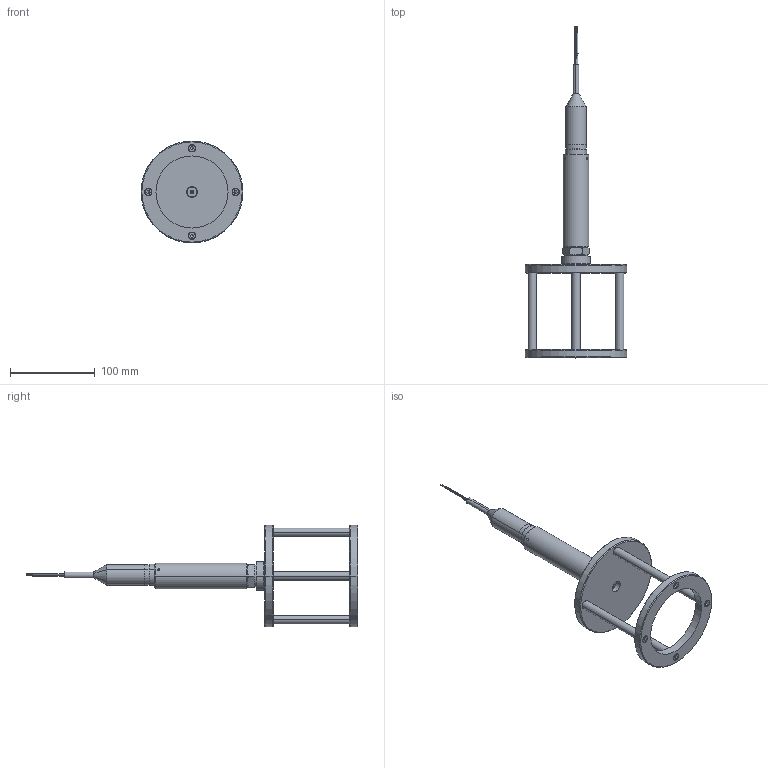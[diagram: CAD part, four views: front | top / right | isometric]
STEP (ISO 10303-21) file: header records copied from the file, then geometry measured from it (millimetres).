
FILE_DESCRIPTION(('Creo Elements/Direct Modeling STEP Export'),'2;1');
FILE_NAME('PR3420.stp','2023-08-25T11:16:38',(''),(''),'Creo Elements/Direct Modeling STEP processor for AP214 (Solid Model)','Creo Elements/Direct Modeling 20.1B 02-Apr-2019 (C) Parametric Technology GmbH','');
FILE_SCHEMA(('AUTOMOTIVE_DESIGN { 1 0 10303 214 1 1 1 1 }'));
Length unit declared in the file: millimetre
Products named in the file (24): 9718; 8220; PU-Mould_8259; 9069; 9072_Assembly_8259; Z0171; Z0049_8259_Wire_Yellow; Z0049_8259_Wire_Red; Z0049_8259_Wire_Blue; Z0049_8259_Wire_Green; Z0049_8259_Sheath; Z0049_8259_VentTube; Z0049_8259_DrainWire; Z0049_8259; Z0050_Assembled; Screw_DIN_85_-_M3_x_6; 8259; 9047; 9433; Z0273; 8235_3; 9048; 8633; PR3420
Assembly tree (34 placements, depth 4):
  PR3420
    8633  x4
    Z0273  x8
    9048
    8235_3
    9433
    9047
    8259
      Screw_DIN_85_-_M3_x_6
      Z0050_Assembled
      Z0049_8259
        Z0049_8259_DrainWire
        Z0049_8259_VentTube
        Z0049_8259_Sheath
        Z0049_8259_Wire_Green
        Z0049_8259_Wire_Blue
        Z0049_8259_Wire_Red
        Z0049_8259_Wire_Yellow
      Z0171
      9072_Assembly_8259  x2
      9069
      PU-Mould_8259
      8220
      9718
Bounding box: 120 x 390.87 x 120 mm (x, y, z)
Volume: 278289 mm3; surface area: 113313.6 mm2
Topology: 32 solids, 32 shells, 717 faces, 1612 edges, 979 vertices
Faces by surface type: cylinder 265, cone 190, plane 188, torus 70, bspline 4
Entity records: 22612 total; most frequent: CARTESIAN_POINT 10845, ORIENTED_EDGE 2256, DIRECTION 2081, EDGE_CURVE 1128, AXIS2_PLACEMENT_3D 850, VERTEX_POINT 694, EDGE_LOOP 606, FACE_OUTER_BOUND 516
